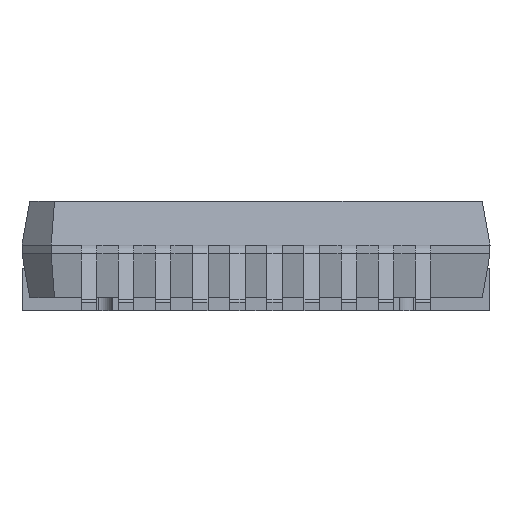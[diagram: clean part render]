
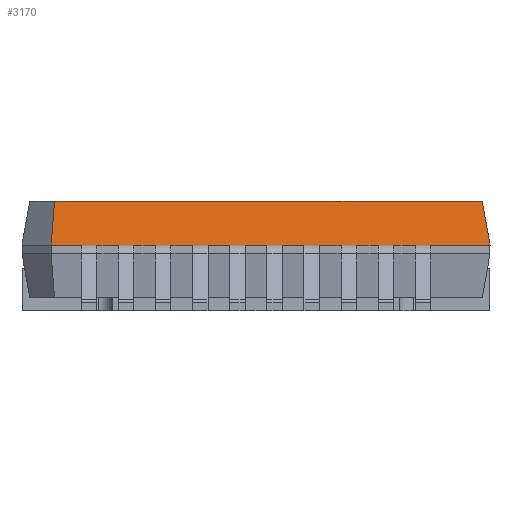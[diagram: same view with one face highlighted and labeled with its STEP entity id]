
A CAD part, front view. The second image highlights one B-rep face of the part: STEP entity #3170.
In plain terms, the highlighted planar face has unit normal (0, -0.985, 0.174).
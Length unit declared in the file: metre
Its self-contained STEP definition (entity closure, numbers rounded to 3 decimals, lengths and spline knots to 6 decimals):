
#1908 = EDGE_CURVE( '', #5580, #5581, #5582, .T. );
#2128 = EDGE_CURVE( '', #5967, #5968, #5969, .T. );
#2176 = EDGE_CURVE( '', #6049, #6050, #6051, .T. );
#2212 = EDGE_CURVE( '', #6113, #6114, #6115, .T. );
#2286 = EDGE_CURVE( '', #6239, #6049, #6240, .T. );
#2474 = EDGE_CURVE( '', #5581, #6142, #6545, .T. );
#2740 = EDGE_CURVE( '', #6114, #6142, #6974, .T. );
#3022 = EDGE_CURVE( '', #6050, #7391, #7392, .T. );
#3146 = EDGE_CURVE( '', #6937, #6798, #7577, .T. );
#3170 = ADVANCED_FACE( '', ( #7609 ), #7610, .F. );
#3208 = EDGE_CURVE( '', #6798, #5467, #7663, .T. );
#3410 = EDGE_CURVE( '', #7925, #6168, #7926, .T. );
#3530 = EDGE_CURVE( '', #6113, #5850, #8086, .T. );
#3672 = EDGE_CURVE( '', #6168, #6239, #8270, .T. );
#3810 = EDGE_CURVE( '', #6955, #6350, #8451, .T. );
#3984 = EDGE_CURVE( '', #8557, #7254, #8671, .T. );
#4044 = EDGE_CURVE( '', #7391, #6955, #8744, .T. );
#4168 = EDGE_CURVE( '', #6187, #8557, #8901, .T. );
#4186 = EDGE_CURVE( '', #6350, #6937, #8921, .T. );
#4270 = EDGE_CURVE( '', #5850, #7925, #9025, .T. );
#5002 = EDGE_CURVE( '', #5467, #6187, #9892, .T. );
#5140 = EDGE_CURVE( '', #5968, #5580, #10051, .T. );
#5394 = EDGE_CURVE( '', #7254, #5967, #10337, .T. );
#5467 = VERTEX_POINT( '', #10435 );
#5580 = VERTEX_POINT( '', #10631 );
#5581 = VERTEX_POINT( '', #10632 );
#5582 = LINE( '', #10633, #10634 );
#5850 = VERTEX_POINT( '', #11040 );
#5967 = VERTEX_POINT( '', #11226 );
#5968 = VERTEX_POINT( '', #11227 );
#5969 = LINE( '', #11228, #11229 );
#6049 = VERTEX_POINT( '', #11348 );
#6050 = VERTEX_POINT( '', #11349 );
#6051 = LINE( '', #11350, #11351 );
#6113 = VERTEX_POINT( '', #11448 );
#6114 = VERTEX_POINT( '', #11449 );
#6115 = LINE( '', #11450, #11451 );
#6142 = VERTEX_POINT( '', #11496 );
#6168 = VERTEX_POINT( '', #11544 );
#6187 = VERTEX_POINT( '', #11570 );
#6239 = VERTEX_POINT( '', #11661 );
#6240 = LINE( '', #11662, #11663 );
#6350 = VERTEX_POINT( '', #11832 );
#6545 = LINE( '', #12179, #12180 );
#6798 = VERTEX_POINT( '', #12646 );
#6937 = VERTEX_POINT( '', #12869 );
#6955 = VERTEX_POINT( '', #12902 );
#6974 = LINE( '', #12931, #12932 );
#7254 = VERTEX_POINT( '', #13378 );
#7391 = VERTEX_POINT( '', #13642 );
#7392 = LINE( '', #13643, #13644 );
#7577 = LINE( '', #13935, #13936 );
#7609 = FACE_OUTER_BOUND( '', #13992, .T. );
#7610 = PLANE( '', #13993 );
#7663 = LINE( '', #14098, #14099 );
#7925 = VERTEX_POINT( '', #14610 );
#7926 = LINE( '', #14611, #14612 );
#8086 = LINE( '', #14936, #14937 );
#8270 = LINE( '', #15283, #15284 );
#8451 = LINE( '', #15641, #15642 );
#8557 = VERTEX_POINT( '', #15845 );
#8671 = LINE( '', #16082, #16083 );
#8744 = LINE( '', #16210, #16211 );
#8901 = LINE( '', #16506, #16507 );
#8921 = LINE( '', #16540, #16541 );
#9025 = LINE( '', #16758, #16759 );
#9892 = LINE( '', #18534, #18535 );
#10051 = LINE( '', #18838, #18839 );
#10337 = LINE( '', #19433, #19434 );
#10435 = CARTESIAN_POINT( '', ( -0.00037, -0.00555, 0.00225 ) );
#10631 = CARTESIAN_POINT( '', ( -0.00418, -0.00555, 0.00225 ) );
#10632 = CARTESIAN_POINT( '', ( -0.00471, -0.00555, 0.00225 ) );
#10633 = CARTESIAN_POINT( '', ( 0.0005, -0.00555, 0.00225 ) );
#10634 = VECTOR( '', #19623, 1. );
#11040 = CARTESIAN_POINT( '', ( 0.008, -0.00555, 0.00225 ) );
#11226 = CARTESIAN_POINT( '', ( -0.00291, -0.00555, 0.00225 ) );
#11227 = CARTESIAN_POINT( '', ( -0.00344, -0.00555, 0.00225 ) );
#11228 = CARTESIAN_POINT( '', ( 0.0005, -0.00555, 0.00225 ) );
#11229 = VECTOR( '', #20138, 1. );
#11348 = CARTESIAN_POINT( '', ( 0.00418, -0.00555, 0.00225 ) );
#11349 = CARTESIAN_POINT( '', ( 0.00344, -0.00555, 0.00225 ) );
#11350 = CARTESIAN_POINT( '', ( 0.0005, -0.00555, 0.00225 ) );
#11351 = VECTOR( '', #20249, 1. );
#11448 = CARTESIAN_POINT( '', ( 0.007736, -0.005286, 0.00375 ) );
#11449 = CARTESIAN_POINT( '', ( -0.00689, -0.005286, 0.00375 ) );
#11450 = CARTESIAN_POINT( '', ( -0.007, -0.005286, 0.00375 ) );
#11451 = VECTOR( '', #20322, 1. );
#11496 = CARTESIAN_POINT( '', ( -0.007, -0.00555, 0.00225 ) );
#11544 = CARTESIAN_POINT( '', ( 0.00545, -0.00555, 0.00225 ) );
#11570 = CARTESIAN_POINT( '', ( -0.0009, -0.00555, 0.00225 ) );
#11661 = CARTESIAN_POINT( '', ( 0.00471, -0.00555, 0.00225 ) );
#11662 = CARTESIAN_POINT( '', ( 0.0005, -0.00555, 0.00225 ) );
#11663 = VECTOR( '', #20458, 1. );
#11832 = CARTESIAN_POINT( '', ( 0.00164, -0.00555, 0.00225 ) );
#12179 = CARTESIAN_POINT( '', ( 0.0005, -0.00555, 0.00225 ) );
#12180 = VECTOR( '', #20801, 1. );
#12646 = CARTESIAN_POINT( '', ( 0.00037, -0.00555, 0.00225 ) );
#12869 = CARTESIAN_POINT( '', ( 0.0009, -0.00555, 0.00225 ) );
#12902 = CARTESIAN_POINT( '', ( 0.00217, -0.00555, 0.00225 ) );
#12931 = CARTESIAN_POINT( '', ( -0.00689, -0.005286, 0.00375 ) );
#12932 = VECTOR( '', #21424, 1. );
#13378 = CARTESIAN_POINT( '', ( -0.00217, -0.00555, 0.00225 ) );
#13642 = CARTESIAN_POINT( '', ( 0.00291, -0.00555, 0.00225 ) );
#13643 = CARTESIAN_POINT( '', ( 0.0005, -0.00555, 0.00225 ) );
#13644 = VECTOR( '', #21962, 1. );
#13935 = CARTESIAN_POINT( '', ( 0.0005, -0.00555, 0.00225 ) );
#13936 = VECTOR( '', #22299, 1. );
#13992 = EDGE_LOOP( '', ( #22362, #22363, #22364, #22365, #22366, #22367, #22368, #22369, #22370, #22371, #22372, #22373, #22374, #22375, #22376, #22377, #22378, #22379, #22380, #22381, #22382, #22383 ) );
#13993 = AXIS2_PLACEMENT_3D( '', #22384, #22385, #22386 );
#14098 = CARTESIAN_POINT( '', ( 0.0005, -0.00555, 0.00225 ) );
#14099 = VECTOR( '', #22453, 1. );
#14610 = CARTESIAN_POINT( '', ( 0.00598, -0.00555, 0.00225 ) );
#14611 = CARTESIAN_POINT( '', ( 0.0005, -0.00555, 0.00225 ) );
#14612 = VECTOR( '', #22837, 1. );
#14936 = CARTESIAN_POINT( '', ( 0.007736, -0.005286, 0.00375 ) );
#14937 = VECTOR( '', #23078, 1. );
#15283 = CARTESIAN_POINT( '', ( 0.0005, -0.00555, 0.00225 ) );
#15284 = VECTOR( '', #23323, 1. );
#15641 = CARTESIAN_POINT( '', ( 0.0005, -0.00555, 0.00225 ) );
#15642 = VECTOR( '', #23544, 1. );
#15845 = CARTESIAN_POINT( '', ( -0.00164, -0.00555, 0.00225 ) );
#16082 = CARTESIAN_POINT( '', ( 0.0005, -0.00555, 0.00225 ) );
#16083 = VECTOR( '', #23861, 1. );
#16210 = CARTESIAN_POINT( '', ( 0.0005, -0.00555, 0.00225 ) );
#16211 = VECTOR( '', #23985, 1. );
#16506 = CARTESIAN_POINT( '', ( 0.0005, -0.00555, 0.00225 ) );
#16507 = VECTOR( '', #24242, 1. );
#16540 = CARTESIAN_POINT( '', ( 0.0005, -0.00555, 0.00225 ) );
#16541 = VECTOR( '', #24265, 1. );
#16758 = CARTESIAN_POINT( '', ( 0.0005, -0.00555, 0.00225 ) );
#16759 = VECTOR( '', #24482, 1. );
#18534 = CARTESIAN_POINT( '', ( 0.0005, -0.00555, 0.00225 ) );
#18535 = VECTOR( '', #25987, 1. );
#18838 = CARTESIAN_POINT( '', ( 0.0005, -0.00555, 0.00225 ) );
#18839 = VECTOR( '', #26300, 1. );
#19433 = CARTESIAN_POINT( '', ( 0.0005, -0.00555, 0.00225 ) );
#19434 = VECTOR( '', #26821, 1. );
#19623 = DIRECTION( '', ( -1., 0., 0. ) );
#20138 = DIRECTION( '', ( -1., 0., 0. ) );
#20249 = DIRECTION( '', ( -1., 0., 0. ) );
#20322 = DIRECTION( '', ( -1., 0., 0. ) );
#20458 = DIRECTION( '', ( -1., 0., 0. ) );
#20801 = DIRECTION( '', ( -1., 0., 0. ) );
#21424 = DIRECTION( '', ( -0.072, -0.173, -0.982 ) );
#21962 = DIRECTION( '', ( -1., 0., 0. ) );
#22299 = DIRECTION( '', ( -1., 0., 0. ) );
#22362 = ORIENTED_EDGE( '', *, *, #2474, .F. );
#22363 = ORIENTED_EDGE( '', *, *, #1908, .F. );
#22364 = ORIENTED_EDGE( '', *, *, #5140, .F. );
#22365 = ORIENTED_EDGE( '', *, *, #2128, .F. );
#22366 = ORIENTED_EDGE( '', *, *, #5394, .F. );
#22367 = ORIENTED_EDGE( '', *, *, #3984, .F. );
#22368 = ORIENTED_EDGE( '', *, *, #4168, .F. );
#22369 = ORIENTED_EDGE( '', *, *, #5002, .F. );
#22370 = ORIENTED_EDGE( '', *, *, #3208, .F. );
#22371 = ORIENTED_EDGE( '', *, *, #3146, .F. );
#22372 = ORIENTED_EDGE( '', *, *, #4186, .F. );
#22373 = ORIENTED_EDGE( '', *, *, #3810, .F. );
#22374 = ORIENTED_EDGE( '', *, *, #4044, .F. );
#22375 = ORIENTED_EDGE( '', *, *, #3022, .F. );
#22376 = ORIENTED_EDGE( '', *, *, #2176, .F. );
#22377 = ORIENTED_EDGE( '', *, *, #2286, .F. );
#22378 = ORIENTED_EDGE( '', *, *, #3672, .F. );
#22379 = ORIENTED_EDGE( '', *, *, #3410, .F. );
#22380 = ORIENTED_EDGE( '', *, *, #4270, .F. );
#22381 = ORIENTED_EDGE( '', *, *, #3530, .F. );
#22382 = ORIENTED_EDGE( '', *, *, #2212, .T. );
#22383 = ORIENTED_EDGE( '', *, *, #2740, .T. );
#22384 = CARTESIAN_POINT( '', ( -0.007, -0.005286, 0.00375 ) );
#22385 = DIRECTION( '', ( 0., 0.985, -0.174 ) );
#22386 = DIRECTION( '', ( -1., 0., 0. ) );
#22453 = DIRECTION( '', ( -1., 0., 0. ) );
#22837 = DIRECTION( '', ( -1., 0., 0. ) );
#23078 = DIRECTION( '', ( 0.171, -0.171, -0.97 ) );
#23323 = DIRECTION( '', ( -1., 0., 0. ) );
#23544 = DIRECTION( '', ( -1., 0., 0. ) );
#23861 = DIRECTION( '', ( -1., 0., 0. ) );
#23985 = DIRECTION( '', ( -1., 0., 0. ) );
#24242 = DIRECTION( '', ( -1., 0., 0. ) );
#24265 = DIRECTION( '', ( -1., 0., 0. ) );
#24482 = DIRECTION( '', ( -1., 0., 0. ) );
#25987 = DIRECTION( '', ( -1., 0., 0. ) );
#26300 = DIRECTION( '', ( -1., 0., 0. ) );
#26821 = DIRECTION( '', ( -1., 0., 0. ) );
